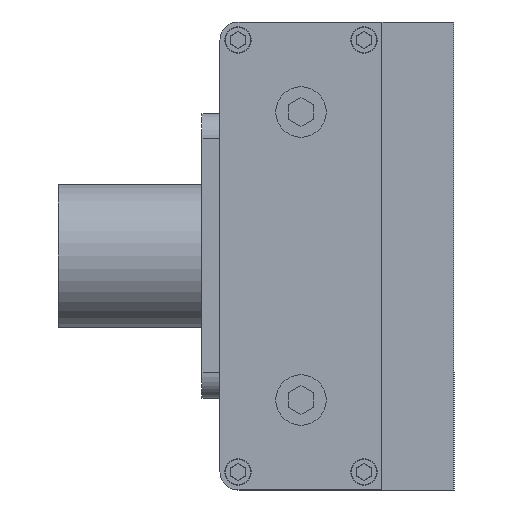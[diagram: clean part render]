
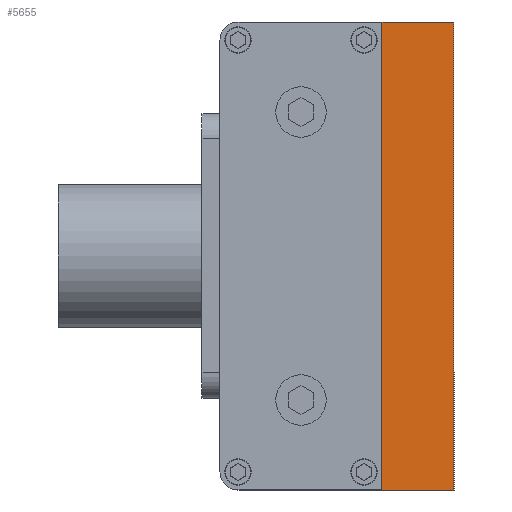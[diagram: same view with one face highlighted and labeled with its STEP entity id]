
A CAD part, left-side view. The second image highlights one B-rep face of the part: STEP entity #5655.
In plain terms, the highlighted planar face has unit normal (-1, 0, 0).
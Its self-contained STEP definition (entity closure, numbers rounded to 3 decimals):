
#837 = CARTESIAN_POINT ( 'NONE',  ( -581., 0., 65. ) ) ;
#1480 = CARTESIAN_POINT ( 'NONE',  ( -581., -20., 65. ) ) ;
#3134 = LINE ( 'NONE', #17130, #10411 ) ;
#5326 = EDGE_CURVE ( 'NONE', #29903, #25476, #36603, .T. ) ;
#5655 = ADVANCED_FACE ( 'NONE', ( #37083 ), #33825, .F. ) ;
#6798 = CARTESIAN_POINT ( 'NONE',  ( -581., 0., 65. ) ) ;
#7669 = EDGE_CURVE ( 'NONE', #28113, #29903, #3134, .T. ) ;
#10055 = LINE ( 'NONE', #6798, #33512 ) ;
#10411 = VECTOR ( 'NONE', #28728, 1000. ) ;
#10599 = VERTEX_POINT ( 'NONE', #837 ) ;
#17130 = CARTESIAN_POINT ( 'NONE',  ( -581., -20., 65. ) ) ;
#17136 = EDGE_LOOP ( 'NONE', ( #23501, #36294, #25930, #25548 ) ) ;
#17651 = VECTOR ( 'NONE', #19645, 1000. ) ;
#19645 = DIRECTION ( 'NONE',  ( 0., 1., 0. ) ) ;
#19747 = DIRECTION ( 'NONE',  ( 1., 0., 0. ) ) ;
#22965 = DIRECTION ( 'NONE',  ( 0., 0., -1. ) ) ;
#23501 = ORIENTED_EDGE ( 'NONE', *, *, #36805, .T. ) ;
#25476 = VERTEX_POINT ( 'NONE', #27624 ) ;
#25537 = VECTOR ( 'NONE', #28193, 1000. ) ;
#25548 = ORIENTED_EDGE ( 'NONE', *, *, #30320, .T. ) ;
#25930 = ORIENTED_EDGE ( 'NONE', *, *, #7669, .F. ) ;
#27624 = CARTESIAN_POINT ( 'NONE',  ( -581., 0., -65. ) ) ;
#28113 = VERTEX_POINT ( 'NONE', #32546 ) ;
#28193 = DIRECTION ( 'NONE',  ( 0., 1., 0. ) ) ;
#28728 = DIRECTION ( 'NONE',  ( 0., 0., -1. ) ) ;
#29903 = VERTEX_POINT ( 'NONE', #30900 ) ;
#30320 = EDGE_CURVE ( 'NONE', #28113, #10599, #33540, .T. ) ;
#30438 = DIRECTION ( 'NONE',  ( 0., 0., -1. ) ) ;
#30495 = CARTESIAN_POINT ( 'NONE',  ( -581., -20., -65. ) ) ;
#30900 = CARTESIAN_POINT ( 'NONE',  ( -581., -20., -65. ) ) ;
#32546 = CARTESIAN_POINT ( 'NONE',  ( -581., -20., 65. ) ) ;
#32841 = AXIS2_PLACEMENT_3D ( 'NONE', #34016, #19747, #22965 ) ;
#33512 = VECTOR ( 'NONE', #30438, 1000. ) ;
#33540 = LINE ( 'NONE', #1480, #25537 ) ;
#33825 = PLANE ( 'NONE',  #32841 ) ;
#34016 = CARTESIAN_POINT ( 'NONE',  ( -581., -20., 65. ) ) ;
#36294 = ORIENTED_EDGE ( 'NONE', *, *, #5326, .F. ) ;
#36603 = LINE ( 'NONE', #30495, #17651 ) ;
#36805 = EDGE_CURVE ( 'NONE', #10599, #25476, #10055, .T. ) ;
#37083 = FACE_OUTER_BOUND ( 'NONE', #17136, .T. ) ;
